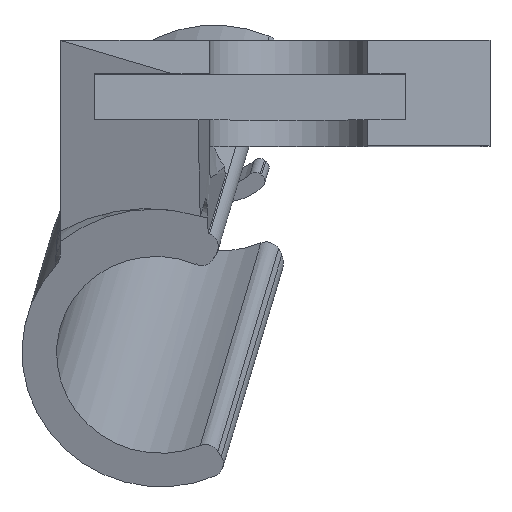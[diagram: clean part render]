
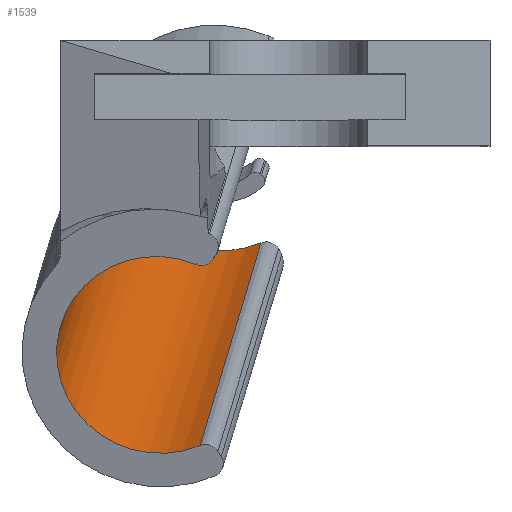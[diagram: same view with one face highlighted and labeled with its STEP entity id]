
A CAD part, top view. The second image highlights one B-rep face of the part: STEP entity #1539.
In plain terms, the highlighted cylindrical face has radius 5.8 mm (diameter 11.6 mm), a partial arc.
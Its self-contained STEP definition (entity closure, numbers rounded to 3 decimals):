
#52=ELLIPSE('',#1619,8.202,5.8);
#53=ELLIPSE('',#1623,8.202,5.8);
#63=CYLINDRICAL_SURFACE('',#1629,5.8);
#146=FACE_OUTER_BOUND('',#232,.T.);
#232=EDGE_LOOP('',(#1232,#1233,#1234,#1235,#1236,#1237,#1238,#1239,#1240,
#1241,#1242,#1243));
#314=LINE('',#2807,#429);
#322=LINE('',#2874,#437);
#429=VECTOR('',#1785,10.);
#437=VECTOR('',#1809,10.);
#512=CIRCLE('',#1603,5.8);
#518=CIRCLE('',#1625,5.8);
#520=CIRCLE('',#1630,5.8);
#521=CIRCLE('',#1631,5.8);
#600=B_SPLINE_CURVE_WITH_KNOTS('',3,(#2780,#2781,#2782,#2783,#2784,#2785,
#2786,#2787),.UNSPECIFIED.,.F.,.F.,(4,2,2,4),(0.659,0.708,
0.756,0.842),.UNSPECIFIED.);
#601=B_SPLINE_CURVE_WITH_KNOTS('',3,(#2795,#2796,#2797,#2798,#2799,#2800,
#2801,#2802),.UNSPECIFIED.,.F.,.F.,(4,2,2,4),(1.795,1.88,
1.929,1.977),.UNSPECIFIED.);
#604=B_SPLINE_CURVE_WITH_KNOTS('',3,(#2861,#2862,#2863,#2864),
 .UNSPECIFIED.,.F.,.F.,(4,4),(-1.912,2.438),
 .UNSPECIFIED.);
#606=B_SPLINE_CURVE_WITH_KNOTS('',3,(#2877,#2878,#2879,#2880),
 .UNSPECIFIED.,.F.,.F.,(4,4),(-2.322,2.028),
 .UNSPECIFIED.);
#628=VERTEX_POINT('',#2048);
#629=VERTEX_POINT('',#2050);
#694=VERTEX_POINT('',#2778);
#695=VERTEX_POINT('',#2779);
#696=VERTEX_POINT('',#2793);
#697=VERTEX_POINT('',#2794);
#698=VERTEX_POINT('',#2806);
#701=VERTEX_POINT('',#2814);
#703=VERTEX_POINT('',#2820);
#706=VERTEX_POINT('',#2860);
#707=VERTEX_POINT('',#2873);
#708=VERTEX_POINT('',#2876);
#788=EDGE_CURVE('',#629,#628,#512,.T.);
#879=EDGE_CURVE('',#694,#695,#600,.T.);
#882=EDGE_CURVE('',#695,#628,#52,.T.);
#883=EDGE_CURVE('',#696,#697,#601,.T.);
#886=EDGE_CURVE('',#697,#698,#314,.T.);
#891=EDGE_CURVE('',#696,#701,#53,.F.);
#894=EDGE_CURVE('',#701,#703,#518,.T.);
#899=EDGE_CURVE('',#629,#706,#604,.T.);
#901=EDGE_CURVE('',#707,#694,#322,.T.);
#902=EDGE_CURVE('',#698,#707,#520,.T.);
#903=EDGE_CURVE('',#708,#703,#606,.T.);
#904=EDGE_CURVE('',#708,#706,#521,.F.);
#1232=ORIENTED_EDGE('',*,*,#788,.T.);
#1233=ORIENTED_EDGE('',*,*,#882,.F.);
#1234=ORIENTED_EDGE('',*,*,#879,.F.);
#1235=ORIENTED_EDGE('',*,*,#901,.F.);
#1236=ORIENTED_EDGE('',*,*,#902,.F.);
#1237=ORIENTED_EDGE('',*,*,#886,.F.);
#1238=ORIENTED_EDGE('',*,*,#883,.F.);
#1239=ORIENTED_EDGE('',*,*,#891,.T.);
#1240=ORIENTED_EDGE('',*,*,#894,.T.);
#1241=ORIENTED_EDGE('',*,*,#903,.F.);
#1242=ORIENTED_EDGE('',*,*,#904,.T.);
#1243=ORIENTED_EDGE('',*,*,#899,.F.);
#1539=ADVANCED_FACE('',(#146),#63,.F.);
#1603=AXIS2_PLACEMENT_3D('',#2051,#1713,#1714);
#1619=AXIS2_PLACEMENT_3D('',#2791,#1777,#1778);
#1623=AXIS2_PLACEMENT_3D('',#2816,#1792,#1793);
#1625=AXIS2_PLACEMENT_3D('',#2828,#1797,#1798);
#1629=AXIS2_PLACEMENT_3D('',#2872,#1807,#1808);
#1630=AXIS2_PLACEMENT_3D('',#2875,#1810,#1811);
#1631=AXIS2_PLACEMENT_3D('',#2881,#1812,#1813);
#1713=DIRECTION('center_axis',(0.079,0.266,-0.961));
#1714=DIRECTION('ref_axis',(0.022,-0.964,-0.265));
#1777=DIRECTION('center_axis',(-0.072,0.493,0.867));
#1778=DIRECTION('ref_axis',(-0.041,-0.87,0.492));
#1785=DIRECTION('',(-0.079,-0.266,0.961));
#1792=DIRECTION('center_axis',(-0.041,-0.87,0.492));
#1793=DIRECTION('ref_axis',(0.072,-0.493,-0.867));
#1797=DIRECTION('center_axis',(0.079,0.266,-0.961));
#1798=DIRECTION('ref_axis',(0.022,-0.964,-0.265));
#1807=DIRECTION('center_axis',(-0.079,-0.266,0.961));
#1808=DIRECTION('ref_axis',(-0.997,0.,-0.082));
#1809=DIRECTION('',(0.079,0.266,-0.961));
#1810=DIRECTION('center_axis',(-0.079,-0.266,0.961));
#1811=DIRECTION('ref_axis',(0.022,-0.964,-0.265));
#1812=DIRECTION('center_axis',(0.079,0.266,-0.961));
#1813=DIRECTION('ref_axis',(0.022,-0.964,-0.265));
#2048=CARTESIAN_POINT('',(375.627,1701.086,282.175));
#2050=CARTESIAN_POINT('',(380.121,1701.098,282.55));
#2051=CARTESIAN_POINT('Origin',(377.742,1706.243,283.779));
#2778=CARTESIAN_POINT('',(373.329,1703.794,279.684));
#2779=CARTESIAN_POINT('',(373.759,1702.735,281.082));
#2780=CARTESIAN_POINT('Ctrl Pts',(373.329,1703.794,279.684));
#2781=CARTESIAN_POINT('Ctrl Pts',(373.317,1703.751,279.839));
#2782=CARTESIAN_POINT('Ctrl Pts',(373.316,1703.69,279.994));
#2783=CARTESIAN_POINT('Ctrl Pts',(373.344,1703.536,280.288));
#2784=CARTESIAN_POINT('Ctrl Pts',(373.372,1703.443,280.426));
#2785=CARTESIAN_POINT('Ctrl Pts',(373.488,1703.158,280.772));
#2786=CARTESIAN_POINT('Ctrl Pts',(373.608,1702.943,280.951));
#2787=CARTESIAN_POINT('Ctrl Pts',(373.759,1702.735,281.082));
#2791=CARTESIAN_POINT('Origin',(378.167,1707.667,278.64));
#2793=CARTESIAN_POINT('',(373.583,1710.464,283.21));
#2794=CARTESIAN_POINT('',(373.183,1710.252,281.462));
#2795=CARTESIAN_POINT('Ctrl Pts',(373.583,1710.464,283.21));
#2796=CARTESIAN_POINT('Ctrl Pts',(373.44,1710.346,282.99));
#2797=CARTESIAN_POINT('Ctrl Pts',(373.326,1710.248,282.724));
#2798=CARTESIAN_POINT('Ctrl Pts',(373.218,1710.176,282.28));
#2799=CARTESIAN_POINT('Ctrl Pts',(373.193,1710.166,282.113));
#2800=CARTESIAN_POINT('Ctrl Pts',(373.169,1710.182,281.782));
#2801=CARTESIAN_POINT('Ctrl Pts',(373.17,1710.209,281.617));
#2802=CARTESIAN_POINT('Ctrl Pts',(373.183,1710.252,281.462));
#2806=CARTESIAN_POINT('',(373.069,1709.871,282.837));
#2807=CARTESIAN_POINT('',(373.029,1709.738,283.318));
#2814=CARTESIAN_POINT('',(375.392,1711.399,285.014));
#2816=CARTESIAN_POINT('Origin',(378.167,1707.667,278.64));
#2820=CARTESIAN_POINT('',(379.887,1711.387,285.382));
#2828=CARTESIAN_POINT('Origin',(377.742,1706.243,283.779));
#2860=CARTESIAN_POINT('',(376.668,1689.515,324.337));
#2861=CARTESIAN_POINT('Ctrl Pts',(380.121,1701.098,282.55));
#2862=CARTESIAN_POINT('Ctrl Pts',(378.97,1697.237,296.479));
#2863=CARTESIAN_POINT('Ctrl Pts',(377.819,1693.376,310.408));
#2864=CARTESIAN_POINT('Ctrl Pts',(376.668,1689.515,324.337));
#2872=CARTESIAN_POINT('Origin',(373.892,1693.328,330.369));
#2873=CARTESIAN_POINT('',(373.216,1703.413,281.059));
#2874=CARTESIAN_POINT('',(373.275,1703.613,280.339));
#2875=CARTESIAN_POINT('Origin',(377.861,1706.642,282.338));
#2876=CARTESIAN_POINT('',(376.434,1699.804,327.17));
#2877=CARTESIAN_POINT('Ctrl Pts',(376.434,1699.804,327.17));
#2878=CARTESIAN_POINT('Ctrl Pts',(377.585,1703.665,313.24));
#2879=CARTESIAN_POINT('Ctrl Pts',(378.736,1707.526,299.311));
#2880=CARTESIAN_POINT('Ctrl Pts',(379.887,1711.387,285.382));
#2881=CARTESIAN_POINT('Origin',(374.289,1694.66,325.566));
